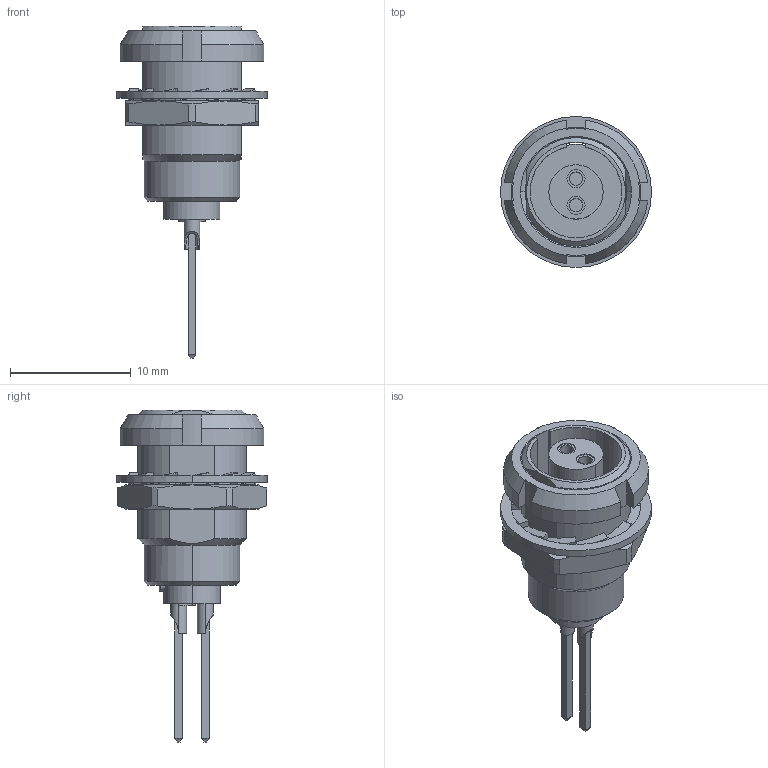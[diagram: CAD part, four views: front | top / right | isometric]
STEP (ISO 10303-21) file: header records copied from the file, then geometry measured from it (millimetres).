
FILE_DESCRIPTION((''),'2;1');
FILE_NAME('LEMO_EDA-02832-V1-0.stp','2013-09-19T09:22:37',(''),(''),'Mechanical Desktop 2011','Mechanical Desktop 2011',', , ');
FILE_SCHEMA(('AUTOMOTIVE_DESIGN { 1 2 10303 214 1 1 1 1 }'));
Length unit declared in the file: millimetre
Products named in the file (1): Product
Bounding box: 12.5 x 12.5 x 27.5 mm (x, y, z)
Volume: 751.9 mm3; surface area: 2022.7 mm2
Topology: 14 solids, 14 shells, 267 faces, 653 edges, 412 vertices
Faces by surface type: cylinder 112, plane 101, cone 30, bspline 24
Entity records: 8669 total; most frequent: CARTESIAN_POINT 2543, ORIENTED_EDGE 1306, DIRECTION 1186, EDGE_CURVE 653, AXIS2_PLACEMENT_3D 441, VERTEX_POINT 412, VECTOR 304, LINE 304
